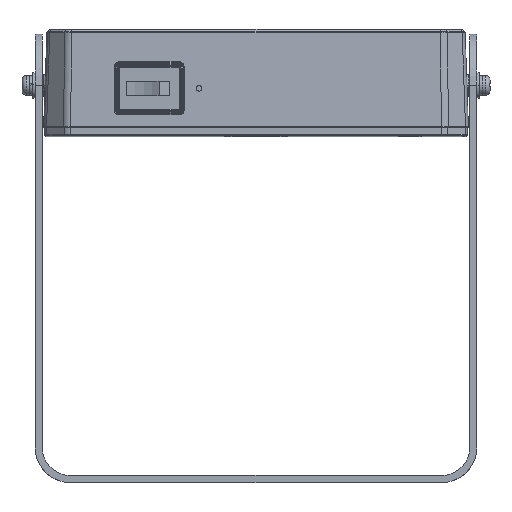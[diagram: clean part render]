
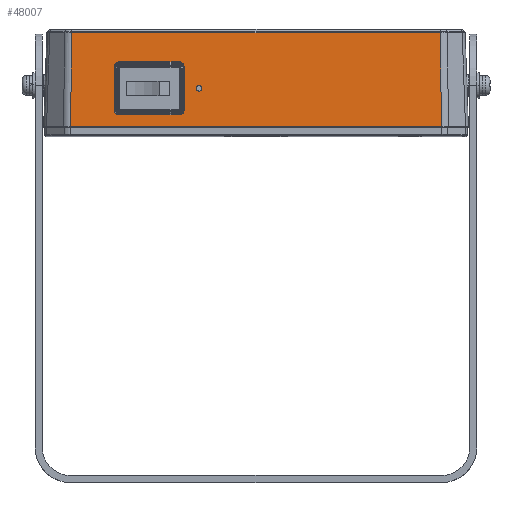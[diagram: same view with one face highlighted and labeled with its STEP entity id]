
A CAD part, top view. The second image highlights one B-rep face of the part: STEP entity #48007.
In plain terms, the highlighted face is planar.
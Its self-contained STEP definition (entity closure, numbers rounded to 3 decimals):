
#36397=DIRECTION('',(0.,0.,1.));
#36398=VECTOR('',#36397,129.34);
#36399=CARTESIAN_POINT('',(-73.439,1.201,
-64.67));
#36400=LINE('',#36399,#36398);
#36412=DIRECTION('',(-0.035,0.999,-0.014));
#36413=VECTOR('',#36412,32.982);
#36414=CARTESIAN_POINT('',(-73.439,1.201,
-64.67));
#36415=LINE('',#36414,#36413);
#36416=DIRECTION('',(0.035,-0.999,-0.014));
#36417=VECTOR('',#36416,32.982);
#36418=CARTESIAN_POINT('',(-74.59,34.16,65.147));
#36419=LINE('',#36418,#36417);
#36420=CARTESIAN_POINT('',(-73.86,13.273,27.));
#36421=DIRECTION('',(-0.999,-0.035,0.));
#36422=DIRECTION('',(0.,0.,-1.));
#36423=AXIS2_PLACEMENT_3D('',#36420,#36421,#36422);
#36425=CARTESIAN_POINT('',(-73.86,13.273,48.));
#36426=DIRECTION('',(-0.999,-0.035,0.));
#36427=DIRECTION('',(0.035,-0.999,0.));
#36428=AXIS2_PLACEMENT_3D('',#36425,#36426,#36427);
#36430=CARTESIAN_POINT('',(-74.384,28.271,48.));
#36431=DIRECTION('',(-0.999,-0.035,0.));
#36432=DIRECTION('',(0.,0.,1.));
#36433=AXIS2_PLACEMENT_3D('',#36430,#36431,#36432);
#36435=CARTESIAN_POINT('',(-74.384,28.271,27.));
#36436=DIRECTION('',(-0.999,-0.035,0.));
#36437=DIRECTION('',(-0.035,0.999,0.));
#36438=AXIS2_PLACEMENT_3D('',#36435,#36436,#36437);
#36440=CARTESIAN_POINT('',(-74.121,20.73,20.));
#36441=DIRECTION('',(-0.999,-0.035,0.));
#36442=DIRECTION('',(0.,0.,1.));
#36443=AXIS2_PLACEMENT_3D('',#36440,#36441,#36442);
#36445=CARTESIAN_POINT('',(-74.121,20.73,20.));
#36446=DIRECTION('',(-0.999,-0.035,0.));
#36447=DIRECTION('',(0.,0.,-1.));
#36448=AXIS2_PLACEMENT_3D('',#36445,#36446,#36447);
#36553=DIRECTION('',(0.,0.,-1.));
#36554=VECTOR('',#36553,130.294);
#36555=CARTESIAN_POINT('',(-74.59,34.16,65.147));
#36556=LINE('',#36555,#36554);
#39598=DIRECTION('',(0.,0.,1.));
#39599=VECTOR('',#39598,21.);
#39600=CARTESIAN_POINT('',(-74.447,30.077,
27.));
#39601=LINE('',#39600,#39599);
#39621=DIRECTION('',(0.035,-0.999,0.));
#39622=VECTOR('',#39621,15.008);
#39623=CARTESIAN_POINT('',(-74.384,28.271,
49.807));
#39624=LINE('',#39623,#39622);
#39644=DIRECTION('',(0.,0.,-1.));
#39645=VECTOR('',#39644,21.);
#39646=CARTESIAN_POINT('',(-73.797,11.467,
48.));
#39647=LINE('',#39646,#39645);
#39667=DIRECTION('',(-0.035,0.999,0.));
#39668=VECTOR('',#39667,15.008);
#39669=CARTESIAN_POINT('',(-73.86,13.273,
25.193));
#39670=LINE('',#39669,#39668);
#43340=CARTESIAN_POINT('',(-74.447,30.077,
27.));
#43341=CARTESIAN_POINT('',(-74.384,28.271,
25.193));
#43342=VERTEX_POINT('',#43340);
#43343=VERTEX_POINT('',#43341);
#43344=CARTESIAN_POINT('',(-73.439,1.201,
-64.67));
#43345=CARTESIAN_POINT('',(-73.439,1.201,
64.67));
#43346=VERTEX_POINT('',#43344);
#43347=VERTEX_POINT('',#43345);
#43348=CARTESIAN_POINT('',(-74.59,34.16,-65.147));
#43349=VERTEX_POINT('',#43348);
#43350=CARTESIAN_POINT('',(-74.59,34.16,65.147));
#43351=VERTEX_POINT('',#43350);
#43352=CARTESIAN_POINT('',(-73.86,13.273,
25.193));
#43353=CARTESIAN_POINT('',(-73.797,11.467,
27.));
#43354=VERTEX_POINT('',#43352);
#43355=VERTEX_POINT('',#43353);
#43356=CARTESIAN_POINT('',(-73.797,11.467,
48.));
#43357=VERTEX_POINT('',#43356);
#43358=CARTESIAN_POINT('',(-73.86,13.273,
49.807));
#43359=VERTEX_POINT('',#43358);
#43360=CARTESIAN_POINT('',(-74.384,28.271,
49.807));
#43361=VERTEX_POINT('',#43360);
#43362=CARTESIAN_POINT('',(-74.447,30.077,
48.));
#43363=VERTEX_POINT('',#43362);
#43364=CARTESIAN_POINT('',(-74.121,20.73,21.));
#43365=CARTESIAN_POINT('',(-74.121,20.73,19.));
#43366=VERTEX_POINT('',#43364);
#43367=VERTEX_POINT('',#43365);
#47970=CARTESIAN_POINT('',(-74.6,34.46,-78.385));
#47971=DIRECTION('',(-0.999,-0.035,0.));
#47972=DIRECTION('',(0.,0.,-1.));
#47973=AXIS2_PLACEMENT_3D('',#47970,#47971,#47972);
#47974=PLANE('',#47973);
#47975=ORIENTED_EDGE('',*,*,#47954,.F.);
#47977=ORIENTED_EDGE('',*,*,#47976,.T.);
#47979=ORIENTED_EDGE('',*,*,#47978,.F.);
#47980=ORIENTED_EDGE('',*,*,#47800,.T.);
#47981=EDGE_LOOP('',(#47975,#47977,#47979,#47980));
#47982=FACE_OUTER_BOUND('',#47981,.F.);
#47984=ORIENTED_EDGE('',*,*,#47983,.T.);
#47986=ORIENTED_EDGE('',*,*,#47985,.F.);
#47988=ORIENTED_EDGE('',*,*,#47987,.T.);
#47990=ORIENTED_EDGE('',*,*,#47989,.F.);
#47992=ORIENTED_EDGE('',*,*,#47991,.T.);
#47994=ORIENTED_EDGE('',*,*,#47993,.F.);
#47996=ORIENTED_EDGE('',*,*,#47995,.T.);
#47998=ORIENTED_EDGE('',*,*,#47997,.F.);
#47999=EDGE_LOOP('',(#47984,#47986,#47988,#47990,#47992,#47994,#47996,#47998));
#48000=FACE_BOUND('',#47999,.F.);
#48002=ORIENTED_EDGE('',*,*,#48001,.T.);
#48004=ORIENTED_EDGE('',*,*,#48003,.T.);
#48005=EDGE_LOOP('',(#48002,#48004));
#48006=FACE_BOUND('',#48005,.F.);
#36424=CIRCLE('',#36423,1.807);
#36429=CIRCLE('',#36428,1.807);
#36434=CIRCLE('',#36433,1.807);
#36439=CIRCLE('',#36438,1.807);
#36444=CIRCLE('',#36443,1.);
#36449=CIRCLE('',#36448,1.);
#47800=EDGE_CURVE('',#43351,#43347,#36419,.T.);
#47954=EDGE_CURVE('',#43346,#43347,#36400,.T.);
#47976=EDGE_CURVE('',#43346,#43349,#36415,.T.);
#47978=EDGE_CURVE('',#43351,#43349,#36556,.T.);
#47983=EDGE_CURVE('',#43354,#43355,#36424,.T.);
#47985=EDGE_CURVE('',#43357,#43355,#39647,.T.);
#47987=EDGE_CURVE('',#43357,#43359,#36429,.T.);
#47989=EDGE_CURVE('',#43361,#43359,#39624,.T.);
#47991=EDGE_CURVE('',#43361,#43363,#36434,.T.);
#47993=EDGE_CURVE('',#43342,#43363,#39601,.T.);
#47995=EDGE_CURVE('',#43342,#43343,#36439,.T.);
#47997=EDGE_CURVE('',#43354,#43343,#39670,.T.);
#48001=EDGE_CURVE('',#43366,#43367,#36444,.T.);
#48003=EDGE_CURVE('',#43367,#43366,#36449,.T.);
#48007=ADVANCED_FACE('',(#47982,#48000,#48006),#47974,.T.);
